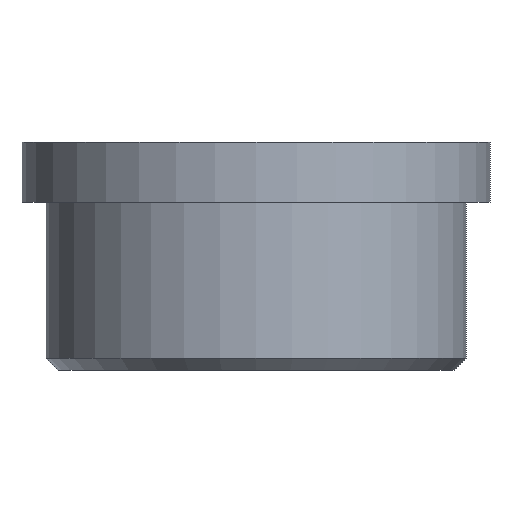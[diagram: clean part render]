
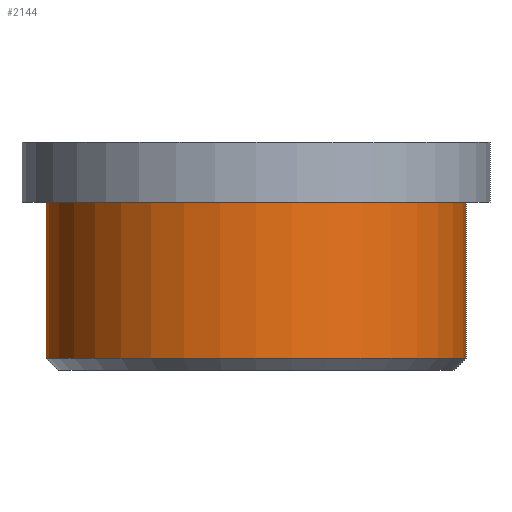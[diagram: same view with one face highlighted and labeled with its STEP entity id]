
A CAD part, front view. The second image highlights one B-rep face of the part: STEP entity #2144.
In plain terms, the highlighted cylindrical face has radius 17.5 mm (diameter 35 mm), a full revolution.
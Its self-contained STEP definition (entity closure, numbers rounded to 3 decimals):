
#64=CYLINDRICAL_SURFACE('',#2339,17.5);
#122=FACE_BOUND('',#528,.T.);
#237=CIRCLE('',#2337,17.5);
#239=CIRCLE('',#2340,17.5);
#384=FACE_OUTER_BOUND('',#527,.T.);
#527=EDGE_LOOP('',(#1764));
#528=EDGE_LOOP('',(#1765));
#1064=VERTEX_POINT('',#3555);
#1066=VERTEX_POINT('',#3560);
#1335=EDGE_CURVE('',#1064,#1064,#237,.T.);
#1337=EDGE_CURVE('',#1066,#1066,#239,.T.);
#1764=ORIENTED_EDGE('',*,*,#1337,.F.);
#1765=ORIENTED_EDGE('',*,*,#1335,.F.);
#2144=ADVANCED_FACE('',(#384,#122),#64,.T.);
#2337=AXIS2_PLACEMENT_3D('',#3556,#2884,#2885);
#2339=AXIS2_PLACEMENT_3D('',#3559,#2888,#2889);
#2340=AXIS2_PLACEMENT_3D('',#3561,#2890,#2891);
#2884=DIRECTION('center_axis',(0.,0.,-1.));
#2885=DIRECTION('ref_axis',(-1.,0.,0.));
#2888=DIRECTION('center_axis',(0.,0.,1.));
#2889=DIRECTION('ref_axis',(-1.,0.,0.));
#2890=DIRECTION('center_axis',(0.,0.,1.));
#2891=DIRECTION('ref_axis',(-1.,0.,0.));
#3555=CARTESIAN_POINT('',(17.5,0.,1.));
#3556=CARTESIAN_POINT('Origin',(0.,0.,1.));
#3559=CARTESIAN_POINT('Origin',(0.,0.,0.));
#3560=CARTESIAN_POINT('',(17.5,0.,14.));
#3561=CARTESIAN_POINT('Origin',(0.,0.,14.));
